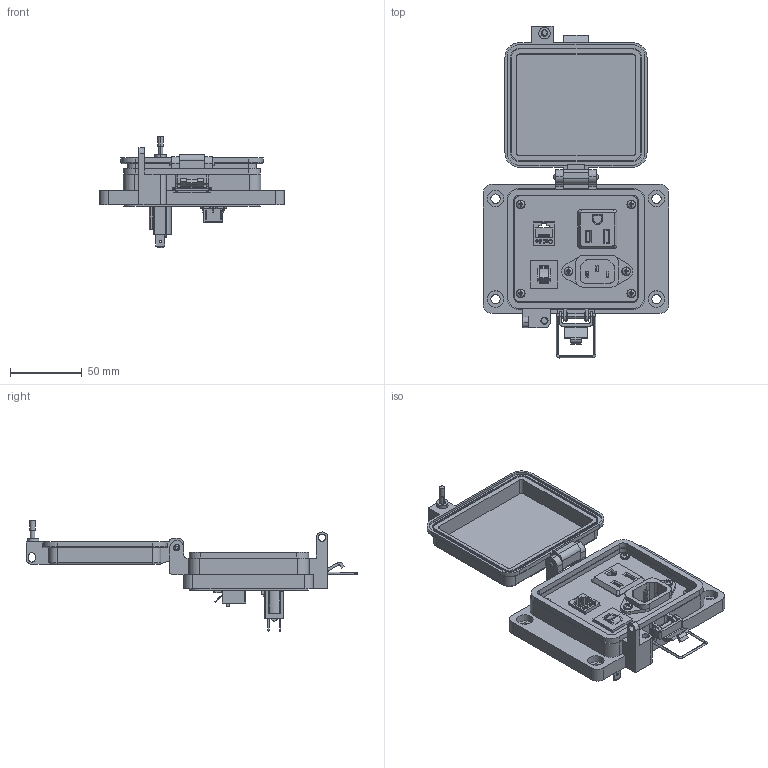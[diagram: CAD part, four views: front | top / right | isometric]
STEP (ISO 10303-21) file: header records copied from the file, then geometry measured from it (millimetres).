
FILE_DESCRIPTION (( 'STEP AP203' ), '1' );
FILE_NAME ('P-R2-K3RRM5_3D.STEP', '2021-10-08T13:51:15', ( '' ), ( '' ), 'SwSTEP 2.0', 'SolidWorks 2019', '' );
FILE_SCHEMA (( 'CONFIG_CONTROL_DESIGN' ));
Length unit declared in the file: millimetre
Products named in the file (18): RM; Z-CB-SM; Z-000-4243316TFP; -K3; Z-200-OTLT-RM; P-R2-K3RRM5_TP060_1; R2; M3PH_12M3; Z-200-OTLT-R0SQ; CBX; Z-300-RJ45CAT5; P-R2-K3RRM5_FP060_1; R; 92005A124_METRIC PAN HEAD PHILLIPS MACHINE SCREW_92005A124; P-R2-K3RRM5_3D; Z-002-M3HN_93825A110; Z-H-K3_B; P-R2-K3RRM5_BP180_1
Assembly tree (24 placements, depth 3):
  P-R2-K3RRM5_3D
    P-R2-K3RRM5_BP180_1
    P-R2-K3RRM5_TP060_1
    Z-000-4243316TFP  x3
    P-R2-K3RRM5_FP060_1
    R2
      Z-300-RJ45CAT5
    RM
      Z-200-OTLT-RM
    M3PH_12M3  x2
    Z-002-M3HN_93825A110  x2
    CBX
      Z-CB-SM
    R
      Z-200-OTLT-R0SQ
    -K3
      Z-H-K3_B
    92005A124_METRIC PAN HEAD PHILLIPS MACHINE SCREW_92005A124  x4
Bounding box: 129 x 231.18 x 77.64 mm (x, y, z)
Volume: 180987.1 mm3; surface area: 118036.3 mm2
Topology: 28 solids, 28 shells, 2797 faces, 7830 edges, 5170 vertices
Faces by surface type: cylinder 1266, plane 1029, bspline 290, cone 160, torus 40, sphere 12
Entity records: 75649 total; most frequent: CARTESIAN_POINT 28348, ORIENTED_EDGE 10326, DIRECTION 8231, EDGE_CURVE 5163, VERTEX_POINT 3408, VECTOR 3013, LINE 3013, AXIS2_PLACEMENT_3D 2609
